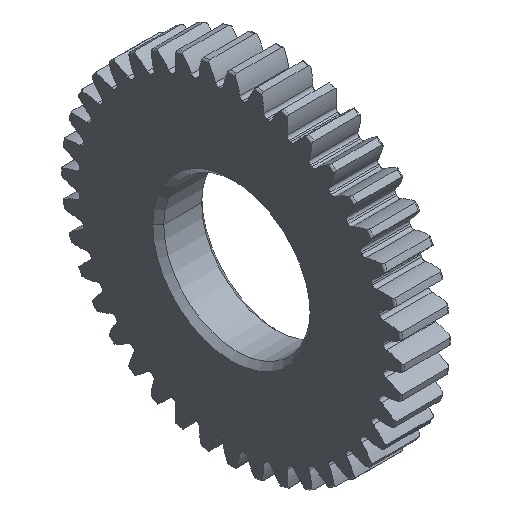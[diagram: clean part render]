
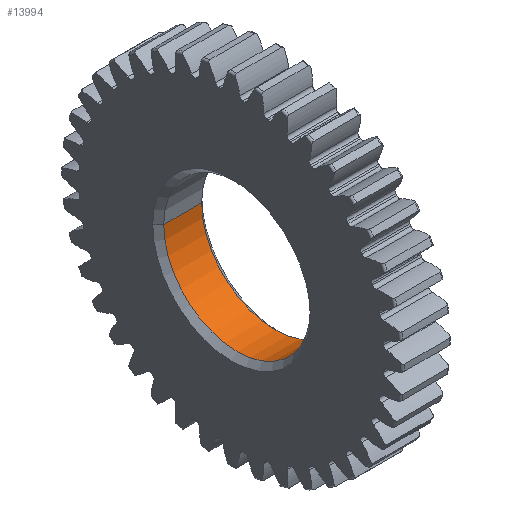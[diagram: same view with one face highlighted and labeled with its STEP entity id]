
A CAD part, isometric view. The second image highlights one B-rep face of the part: STEP entity #13994.
In plain terms, the highlighted cylindrical face has radius 4.763 mm (diameter 9.525 mm), a partial arc.
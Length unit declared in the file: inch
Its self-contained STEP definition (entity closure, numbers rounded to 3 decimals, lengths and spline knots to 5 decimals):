
#6189=DIRECTION('',(-1.,0.,0.));
#6190=VECTOR('',#6189,0.09688);
#6191=CARTESIAN_POINT('',(0.04844,0.1875,0.));
#6192=LINE('',#6191,#6190);
#6193=DIRECTION('',(-1.,0.,0.));
#6194=VECTOR('',#6193,0.09688);
#6195=CARTESIAN_POINT('',(0.04844,-0.1875,0.));
#6196=LINE('',#6195,#6194);
#6202=CARTESIAN_POINT('',(0.04844,0.,0.));
#6203=DIRECTION('',(-1.,0.,0.));
#6204=DIRECTION('',(0.,1.,0.));
#6205=AXIS2_PLACEMENT_3D('',#6202,#6203,#6204);
#6207=CARTESIAN_POINT('',(-0.04844,0.,0.));
#6208=DIRECTION('',(-1.,0.,0.));
#6209=DIRECTION('',(0.,1.,0.));
#6210=AXIS2_PLACEMENT_3D('',#6207,#6208,#6209);
#7415=CARTESIAN_POINT('',(0.04844,0.1875,0.));
#7416=CARTESIAN_POINT('',(-0.04844,0.1875,0.));
#7417=VERTEX_POINT('',#7415);
#7418=VERTEX_POINT('',#7416);
#7419=CARTESIAN_POINT('',(0.04844,-0.1875,0.));
#7420=CARTESIAN_POINT('',(-0.04844,-0.1875,0.));
#7421=VERTEX_POINT('',#7419);
#7422=VERTEX_POINT('',#7420);
#13982=CARTESIAN_POINT('',(0.06875,0.,0.));
#13983=DIRECTION('',(-1.,0.,0.));
#13984=DIRECTION('',(0.,1.,0.));
#13985=AXIS2_PLACEMENT_3D('',#13982,#13983,#13984);
#13986=CYLINDRICAL_SURFACE('',#13985,0.1875);
#13987=ORIENTED_EDGE('',*,*,#13972,.F.);
#13988=ORIENTED_EDGE('',*,*,#13947,.T.);
#13989=ORIENTED_EDGE('',*,*,#13976,.T.);
#13991=ORIENTED_EDGE('',*,*,#13990,.F.);
#13992=EDGE_LOOP('',(#13987,#13988,#13989,#13991));
#13993=FACE_OUTER_BOUND('',#13992,.F.);
#13994=ADVANCED_FACE('',(#13993),#13986,.F.);
#6206=CIRCLE('',#6205,0.1875);
#6211=CIRCLE('',#6210,0.1875);
#13947=EDGE_CURVE('',#7417,#7421,#6206,.T.);
#13972=EDGE_CURVE('',#7417,#7418,#6192,.T.);
#13976=EDGE_CURVE('',#7421,#7422,#6196,.T.);
#13990=EDGE_CURVE('',#7418,#7422,#6211,.T.);
